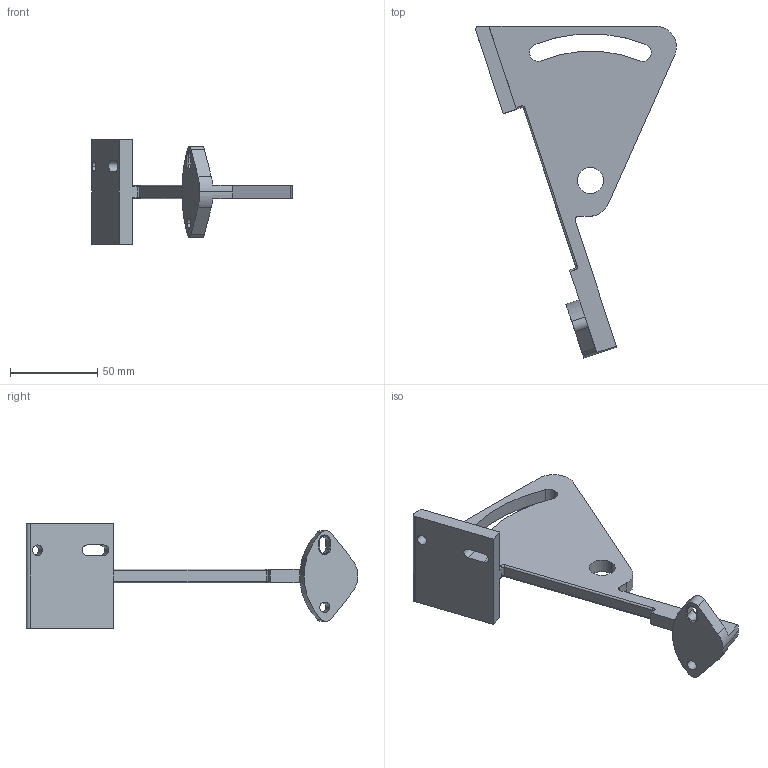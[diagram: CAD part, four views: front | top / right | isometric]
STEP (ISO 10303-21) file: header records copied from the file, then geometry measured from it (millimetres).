
FILE_DESCRIPTION (( 'STEP AP214' ), '1' );
FILE_NAME ('proto2-triangle-de-reglage.STEP', '2021-12-14T16:40:48', ( '' ), ( '' ), 'SwSTEP 2.0', 'SolidWorks 2021', '' );
FILE_SCHEMA (( 'AUTOMOTIVE_DESIGN' ));
Length unit declared in the file: millimetre
Products named in the file (1): proto2-triangle-de-reglage
Bounding box: 115.31 x 190.65 x 60 mm (x, y, z)
Volume: 91939.4 mm3; surface area: 30980.3 mm2
Topology: 1 solids, 1 shells, 79 faces, 205 edges, 128 vertices
Faces by surface type: cylinder 34, plane 30, cone 11, torus 4
Entity records: 2477 total; most frequent: DIRECTION 453, CARTESIAN_POINT 413, ORIENTED_EDGE 410, EDGE_CURVE 205, AXIS2_PLACEMENT_3D 168, VERTEX_POINT 128, LINE 117, VECTOR 117
